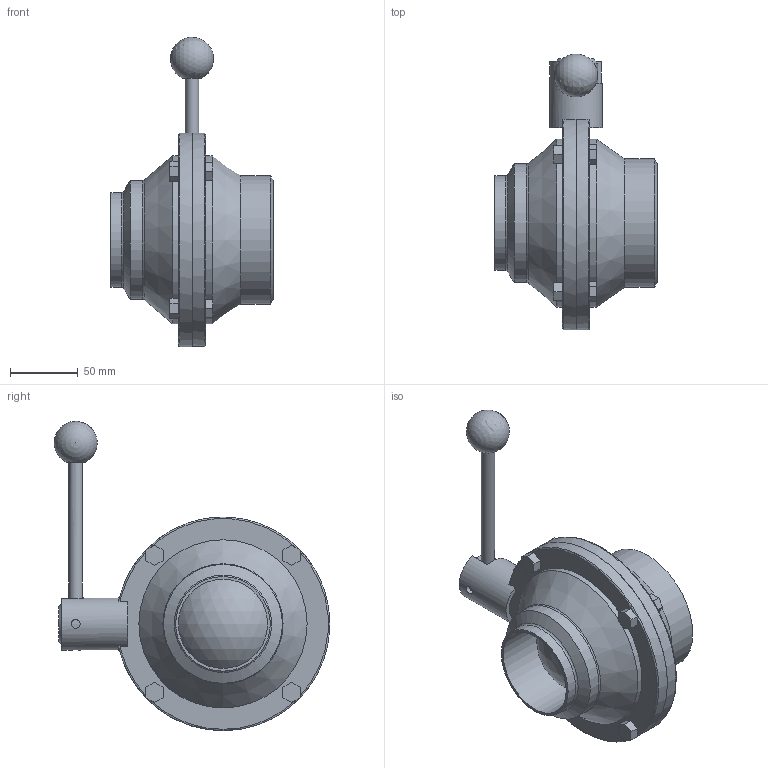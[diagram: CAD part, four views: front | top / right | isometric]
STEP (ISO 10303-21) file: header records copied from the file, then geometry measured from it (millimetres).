
FILE_DESCRIPTION (( 'STEP AP203' ), '1' );
FILE_NAME ('BALL_VALVE_DIN_2POSITIONS 6410 M-S DN-065.STEP', '2016-06-20T07:55:21', ( '' ), ( '' ), 'SwSTEP 2.0', 'SolidWorks 2016', '' );
FILE_SCHEMA (( 'CONFIG_CONTROL_DESIGN' ));
Length unit declared in the file: millimetre
Products named in the file (4): Handle_DN-25-65 (Papallona) - 25-50 (Bola); Bola_Soldat_DN-065; BALL_VALVE_DIN_2POSITIONS 6410 M-S DN-065; Bola_MachoDIN_DN-065
Assembly tree (3 placements, depth 2):
  BALL_VALVE_DIN_2POSITIONS 6410 M-S DN-065
    Bola_Soldat_DN-065
    Bola_MachoDIN_DN-065
    Handle_DN-25-65 (Papallona) - 25-50 (Bola)
Bounding box: 120 x 203.87 x 228.87 mm (x, y, z)
Volume: 1028769.3 mm3; surface area: 159391.1 mm2
Topology: 4 solids, 4 shells, 137 faces, 326 edges, 209 vertices
Faces by surface type: plane 97, cylinder 27, cone 6, torus 4, sphere 3
Full cylindrical faces by diameter (mm): 6.5 x2, 8.5 x8, 10 x1, 32.2 x1, 32.4 x1, 39 x1, 66 x2, 70 x1, 71 x1, 80.8 x1, 88 x1, 94.999 x1, 124.5 x2, 158 x2
Entity records: 4418 total; most frequent: CARTESIAN_POINT 1022, DIRECTION 630, ORIENTED_EDGE 548, EDGE_CURVE 274, AXIS2_PLACEMENT_3D 220, VERTEX_POINT 194, EDGE_LOOP 192, LINE 190
